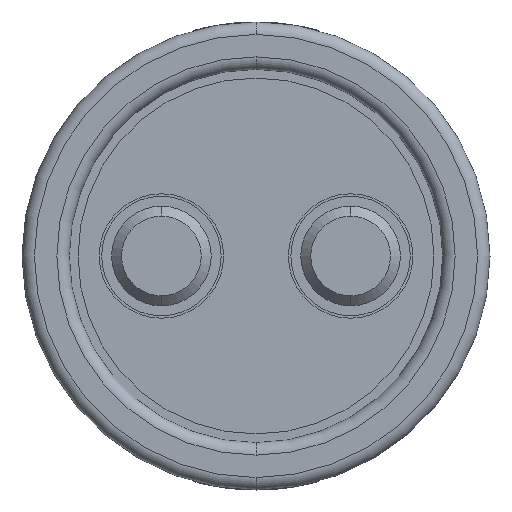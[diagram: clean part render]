
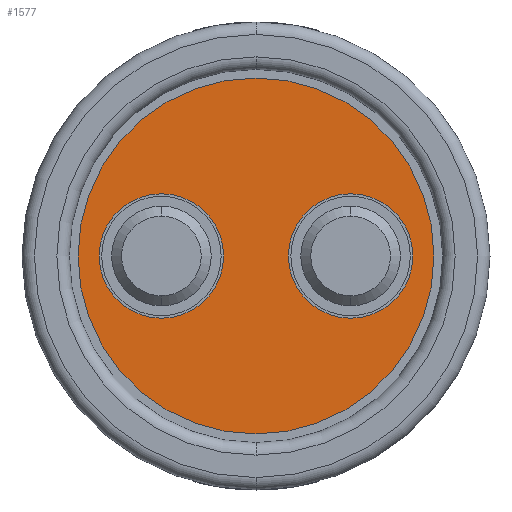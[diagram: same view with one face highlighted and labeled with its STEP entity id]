
A CAD part, front view. The second image highlights one B-rep face of the part: STEP entity #1577.
In plain terms, the highlighted planar face has unit normal (0, -1, 0).
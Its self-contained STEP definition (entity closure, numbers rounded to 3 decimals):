
#134 = AXIS2_PLACEMENT_3D ( 'NONE', #2326, #5144, #2724 ) ;
#324 = DIRECTION ( 'NONE',  ( 0., -1., 0. ) ) ;
#375 = CIRCLE ( 'NONE', #4444, 7.15 ) ;
#587 = FACE_BOUND ( 'NONE', #1642, .T. ) ;
#619 = VERTEX_POINT ( 'NONE', #1983 ) ;
#678 = VERTEX_POINT ( 'NONE', #2641 ) ;
#1183 = EDGE_CURVE ( 'NONE', #3193, #1217, #5165, .T. ) ;
#1217 = VERTEX_POINT ( 'NONE', #2823 ) ;
#1363 = AXIS2_PLACEMENT_3D ( 'NONE', #4816, #2403, #5213 ) ;
#1387 = CARTESIAN_POINT ( 'NONE',  ( -3.8, -9.65, 0. ) ) ;
#1476 = CIRCLE ( 'NONE', #1363, 2.5 ) ;
#1492 = CARTESIAN_POINT ( 'NONE',  ( 0., -9.65, -7.15 ) ) ;
#1522 = ORIENTED_EDGE ( 'NONE', *, *, #1892, .F. ) ;
#1577 = ADVANCED_FACE ( 'NONE', ( #587, #3700, #1689 ), #1919, .F. ) ;
#1598 = EDGE_LOOP ( 'NONE', ( #3795, #3349 ) ) ;
#1601 = AXIS2_PLACEMENT_3D ( 'NONE', #1387, #4205, #1803 ) ;
#1642 = EDGE_LOOP ( 'NONE', ( #3756, #2435 ) ) ;
#1675 = DIRECTION ( 'NONE',  ( 0., -1., 0. ) ) ;
#1689 = FACE_OUTER_BOUND ( 'NONE', #1598, .T. ) ;
#1696 = DIRECTION ( 'NONE',  ( 0., -1., 0. ) ) ;
#1803 = DIRECTION ( 'NONE',  ( 0., 0., 1. ) ) ;
#1892 = EDGE_CURVE ( 'NONE', #1217, #3193, #2392, .T. ) ;
#1905 = DIRECTION ( 'NONE',  ( 0., -1., 0. ) ) ;
#1919 = PLANE ( 'NONE',  #134 ) ;
#1983 = CARTESIAN_POINT ( 'NONE',  ( 0., -9.65, 7.15 ) ) ;
#2082 = CIRCLE ( 'NONE', #2676, 2.5 ) ;
#2088 = EDGE_CURVE ( 'NONE', #3647, #619, #375, .T. ) ;
#2097 = ORIENTED_EDGE ( 'NONE', *, *, #1183, .F. ) ;
#2146 = CARTESIAN_POINT ( 'NONE',  ( 3.8, -9.65, -2.5 ) ) ;
#2326 = CARTESIAN_POINT ( 'NONE',  ( 7.15, -9.65, 0. ) ) ;
#2392 = CIRCLE ( 'NONE', #4519, 2.5 ) ;
#2403 = DIRECTION ( 'NONE',  ( 0., -1., 0. ) ) ;
#2435 = ORIENTED_EDGE ( 'NONE', *, *, #4795, .F. ) ;
#2641 = CARTESIAN_POINT ( 'NONE',  ( 3.8, -9.65, 2.5 ) ) ;
#2676 = AXIS2_PLACEMENT_3D ( 'NONE', #2723, #324, #3136 ) ;
#2723 = CARTESIAN_POINT ( 'NONE',  ( 3.8, -9.65, 0. ) ) ;
#2724 = DIRECTION ( 'NONE',  ( 0., 0., 1. ) ) ;
#2793 = EDGE_CURVE ( 'NONE', #619, #3647, #3614, .T. ) ;
#2823 = CARTESIAN_POINT ( 'NONE',  ( -3.8, -9.65, 2.5 ) ) ;
#3053 = AXIS2_PLACEMENT_3D ( 'NONE', #4106, #1696, #4515 ) ;
#3136 = DIRECTION ( 'NONE',  ( 0., 0., 1. ) ) ;
#3193 = VERTEX_POINT ( 'NONE', #3901 ) ;
#3238 = EDGE_CURVE ( 'NONE', #678, #4233, #2082, .T. ) ;
#3349 = ORIENTED_EDGE ( 'NONE', *, *, #2793, .T. ) ;
#3503 = EDGE_LOOP ( 'NONE', ( #1522, #2097 ) ) ;
#3614 = CIRCLE ( 'NONE', #3053, 7.15 ) ;
#3647 = VERTEX_POINT ( 'NONE', #1492 ) ;
#3700 = FACE_BOUND ( 'NONE', #3503, .T. ) ;
#3756 = ORIENTED_EDGE ( 'NONE', *, *, #3238, .F. ) ;
#3795 = ORIENTED_EDGE ( 'NONE', *, *, #2088, .T. ) ;
#3901 = CARTESIAN_POINT ( 'NONE',  ( -3.8, -9.65, -2.5 ) ) ;
#4079 = CARTESIAN_POINT ( 'NONE',  ( -3.8, -9.65, 0. ) ) ;
#4106 = CARTESIAN_POINT ( 'NONE',  ( 0., -9.65, 0. ) ) ;
#4205 = DIRECTION ( 'NONE',  ( 0., -1., 0. ) ) ;
#4233 = VERTEX_POINT ( 'NONE', #2146 ) ;
#4323 = CARTESIAN_POINT ( 'NONE',  ( 0., -9.65, 0. ) ) ;
#4444 = AXIS2_PLACEMENT_3D ( 'NONE', #4323, #1905, #4723 ) ;
#4487 = DIRECTION ( 'NONE',  ( 0., 0., 1. ) ) ;
#4515 = DIRECTION ( 'NONE',  ( 0., 0., -1. ) ) ;
#4519 = AXIS2_PLACEMENT_3D ( 'NONE', #4079, #1675, #4487 ) ;
#4723 = DIRECTION ( 'NONE',  ( 0., 0., -1. ) ) ;
#4795 = EDGE_CURVE ( 'NONE', #4233, #678, #1476, .T. ) ;
#4816 = CARTESIAN_POINT ( 'NONE',  ( 3.8, -9.65, 0. ) ) ;
#5144 = DIRECTION ( 'NONE',  ( 0., 1., 0. ) ) ;
#5165 = CIRCLE ( 'NONE', #1601, 2.5 ) ;
#5213 = DIRECTION ( 'NONE',  ( 0., 0., 1. ) ) ;
